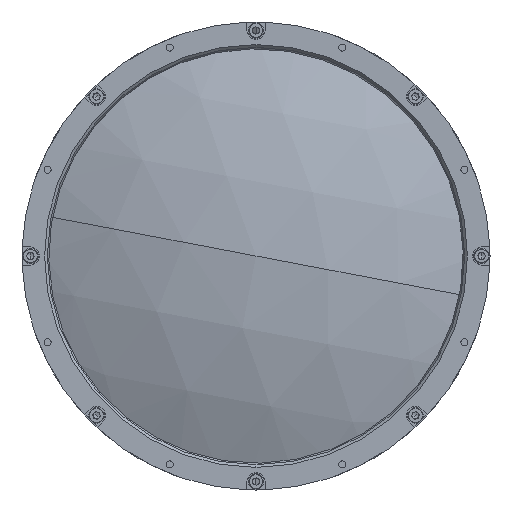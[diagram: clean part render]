
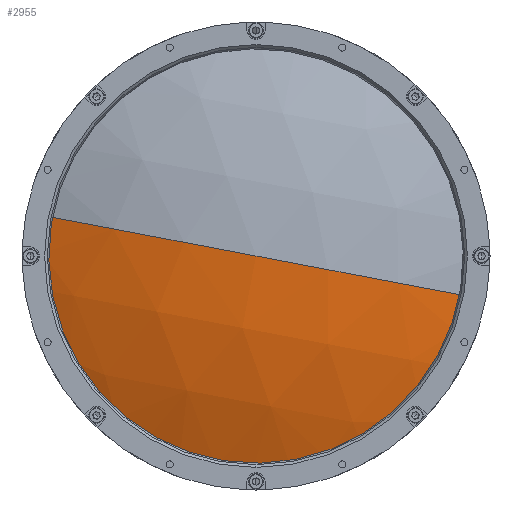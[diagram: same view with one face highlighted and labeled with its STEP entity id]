
A CAD part, left-side view. The second image highlights one B-rep face of the part: STEP entity #2955.
In plain terms, the highlighted spherical face has radius 192.8 mm.
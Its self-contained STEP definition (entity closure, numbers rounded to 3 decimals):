
#240 = EDGE_LOOP ( 'NONE', ( #11217, #745, #15585 ) ) ;
#389 = DIRECTION ( 'NONE',  ( 0., -0.982, -0.187 ) ) ;
#745 = ORIENTED_EDGE ( 'NONE', *, *, #10843, .T. ) ;
#1309 = VERTEX_POINT ( 'NONE', #15071 ) ;
#1312 = AXIS2_PLACEMENT_3D ( 'NONE', #4198, #15557, #5849 ) ;
#2121 = EDGE_CURVE ( 'NONE', #15042, #15270, #18097, .T. ) ;
#2955 = ADVANCED_FACE ( 'NONE', ( #19831 ), #3605, .T. ) ;
#3605 = SPHERICAL_SURFACE ( 'NONE', #15909, 192.8 ) ;
#4198 = CARTESIAN_POINT ( 'NONE',  ( 190.2, 0., 0. ) ) ;
#5514 = CIRCLE ( 'NONE', #20893, 76. ) ;
#5849 = DIRECTION ( 'NONE',  ( 0., 0.982, 0.187 ) ) ;
#5855 = AXIS2_PLACEMENT_3D ( 'NONE', #19848, #10125, #389 ) ;
#6309 = CIRCLE ( 'NONE', #1312, 192.8 ) ;
#6910 = DIRECTION ( 'NONE',  ( -1., 0., 0. ) ) ;
#10125 = DIRECTION ( 'NONE',  ( 0., -0.187, 0.982 ) ) ;
#10843 = EDGE_CURVE ( 'NONE', #1309, #15270, #6309, .T. ) ;
#11217 = ORIENTED_EDGE ( 'NONE', *, *, #11234, .T. ) ;
#11234 = EDGE_CURVE ( 'NONE', #15042, #1309, #5514, .T. ) ;
#11647 = DIRECTION ( 'NONE',  ( 0., 0.982, 0.187 ) ) ;
#14868 = CARTESIAN_POINT ( 'NONE',  ( 190.2, 0., 0. ) ) ;
#14970 = CARTESIAN_POINT ( 'NONE',  ( -2.6, 0., 0. ) ) ;
#15042 = VERTEX_POINT ( 'NONE', #15833 ) ;
#15071 = CARTESIAN_POINT ( 'NONE',  ( 13.011, -74.665, -14.182 ) ) ;
#15270 = VERTEX_POINT ( 'NONE', #14970 ) ;
#15557 = DIRECTION ( 'NONE',  ( 0., 0.187, -0.982 ) ) ;
#15585 = ORIENTED_EDGE ( 'NONE', *, *, #2121, .F. ) ;
#15833 = CARTESIAN_POINT ( 'NONE',  ( 13.011, 74.665, 14.182 ) ) ;
#15909 = AXIS2_PLACEMENT_3D ( 'NONE', #14868, #18114, #11647 ) ;
#16568 = CARTESIAN_POINT ( 'NONE',  ( 13.011, 0., 0. ) ) ;
#18097 = CIRCLE ( 'NONE', #5855, 192.8 ) ;
#18114 = DIRECTION ( 'NONE',  ( 0., 0.187, -0.982 ) ) ;
#18208 = DIRECTION ( 'NONE',  ( 0., 0.187, -0.982 ) ) ;
#19831 = FACE_OUTER_BOUND ( 'NONE', #240, .T. ) ;
#19848 = CARTESIAN_POINT ( 'NONE',  ( 190.2, 0., 0. ) ) ;
#20893 = AXIS2_PLACEMENT_3D ( 'NONE', #16568, #6910, #18208 ) ;
